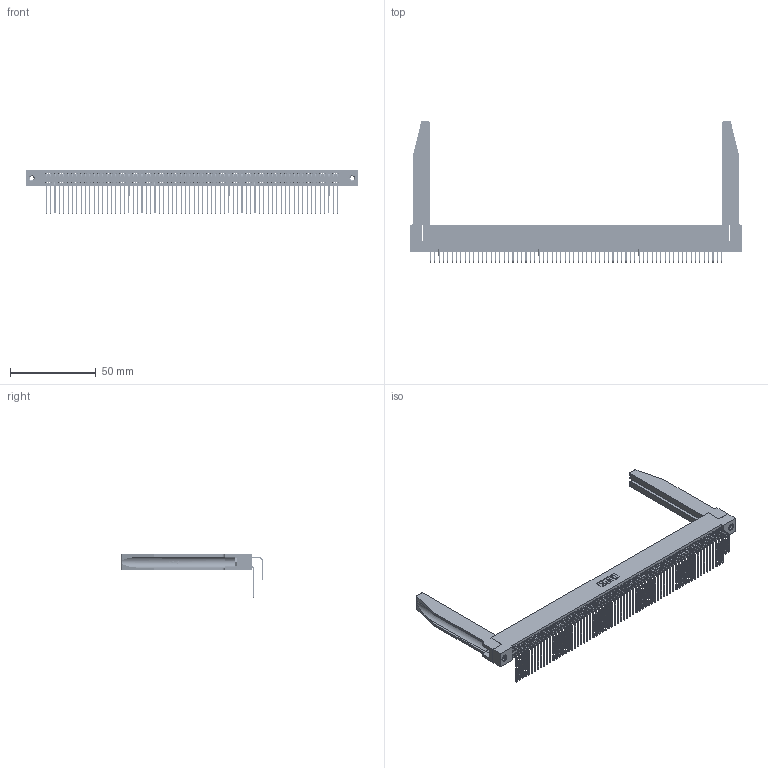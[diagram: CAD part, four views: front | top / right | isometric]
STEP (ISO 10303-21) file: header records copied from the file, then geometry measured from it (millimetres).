
FILE_DESCRIPTION (( 'STEP AP203' ), '1' );
FILE_NAME ('395-136-558-278.STEP', '2019-10-29T17:55:40', ( '' ), ( '' ), 'SwSTEP 2.0', 'SolidWorks 2016', '' );
FILE_SCHEMA (( 'CONFIG_CONTROL_DESIGN' ));
Length unit declared in the file: inch
Products named in the file (6): 345-250-001_345-250-001-102; 345-220-078_345-220-078; 395-136-558-278; 345 Part_Flush Mounting Lugs - 0.156 Dia-TH; 345-292-001_558 559 Tail - 1; 345-292-001_558 Tail - 2
Assembly tree (141 placements, depth 2):
  395-136-558-278
    345 Part_Flush Mounting Lugs - 0.156 Dia-TH
    345-292-001_558 559 Tail - 1  x68
    345-292-001_558 Tail - 2  x68
    345-250-001_345-250-001-102  x2
    345-220-078_345-220-078  x2
Bounding box: 193.95 x 82.79 x 25.53 mm (x, y, z)
Volume: 27637.2 mm3; surface area: 40397.7 mm2
Topology: 141 solids, 141 shells, 7432 faces, 22029 edges, 14494 vertices
Faces by surface type: plane 4982, cylinder 2398, bspline 36, cone 12, torus 4
Entity records: 56246 total; most frequent: CARTESIAN_POINT 10366, ORIENTED_EDGE 9146, DIRECTION 8075, EDGE_CURVE 4573, VECTOR 4035, LINE 4035, VERTEX_POINT 3040, AXIS2_PLACEMENT_3D 2020
